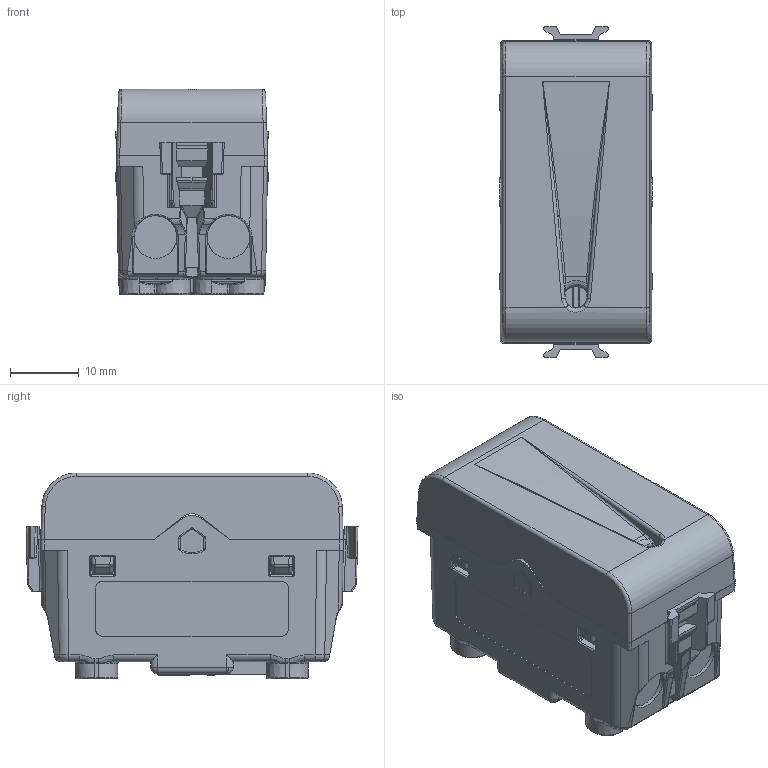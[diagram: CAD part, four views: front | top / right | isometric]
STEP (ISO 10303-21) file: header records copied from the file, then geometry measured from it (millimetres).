
FILE_DESCRIPTION(('CATIA V5 STEP Exchange','CAx-IF Rec.Pracs.--- Model Styling and Organization---1.4--- 2014-01-23'),'2;1');
FILE_NAME('GW12136 - PULSANTE 1M 1P NA 16A TIRANTE NERO CHORUS.stp','2019-10-11T08:13:01+00:00',('none'),('none'),'CATIA Version 5-6 Release 2016 SP4','CATIA V5 STEP AP214','none');
FILE_SCHEMA(('AUTOMOTIVE_DESIGN { 1 0 10303 214 1 1 1 1 }'));
Products named in the file (3): Product1; FONDO INT.CIECO 1M CH; CUSTODIA PULSANTE A TIRANTE CH
Assembly tree (2 placements, depth 2):
  Product1
    FONDO INT.CIECO 1M CH
    CUSTODIA PULSANTE A TIRANTE CH
Bounding box: 22.12 x 48.25 x 29.9 mm (x, y, z)
Volume: 15539 mm3; surface area: 11085.5 mm2
Topology: 2 solids, 8 shells, 2162 faces, 5849 edges, 3599 vertices
Faces by surface type: plane 1163, cylinder 467, bspline 193, sphere 128, torus 124, cone 55, extrusion 32
Entity records: 78517 total; most frequent: CARTESIAN_POINT 26807, ORIENTED_EDGE 11438, DIRECTION 8076, EDGE_CURVE 5719, VECTOR 3838, LINE 3806, VERTEX_POINT 3599, AXIS2_PLACEMENT_3D 2619
